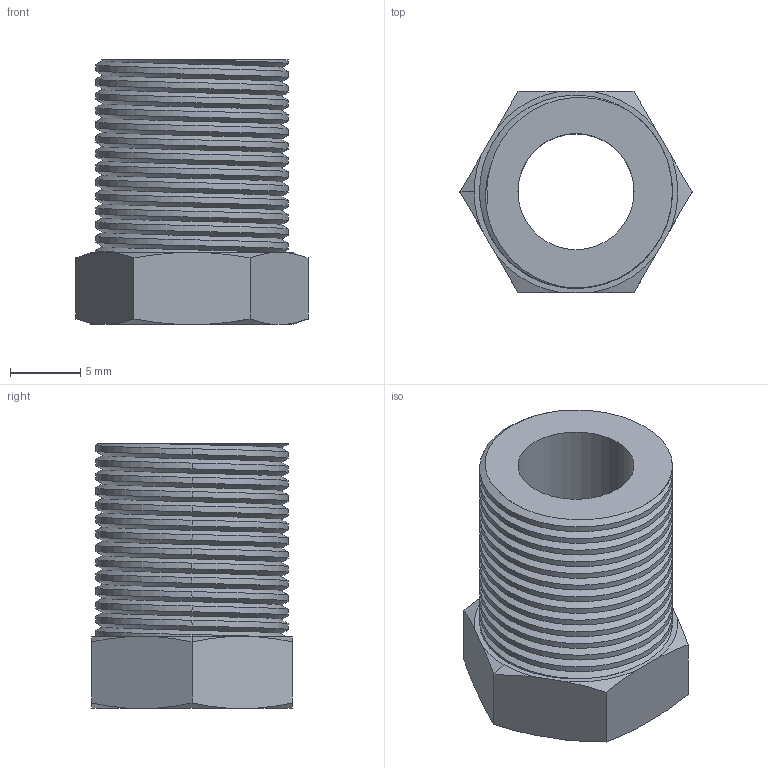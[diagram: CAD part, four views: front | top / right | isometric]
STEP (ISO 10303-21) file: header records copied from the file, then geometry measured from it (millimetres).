
FILE_DESCRIPTION (( 'STEP AP203' ), '1' );
FILE_NAME ('BFHB-14N-18N.step', '2016-02-15T20:05:07', ( '' ), ( '' ), 'SwSTEP 2.0', 'SolidWorks 2015', '' );
FILE_SCHEMA (( 'CONFIG_CONTROL_DESIGN' ));
Length unit declared in the file: inch
Products named in the file (1): BFHB-14N-18N
Bounding box: 16.5 x 14.29 x 18.8 mm (x, y, z)
Volume: 1825.1 mm3; surface area: 1915.2 mm2
Topology: 1 solids, 1 shells, 58 faces, 161 edges, 106 vertices
Faces by surface type: cylinder 31, cone 14, plane 10, bspline 3
Entity records: 3963 total; most frequent: CARTESIAN_POINT 2614, ORIENTED_EDGE 322, DIRECTION 209, EDGE_CURVE 161, VERTEX_POINT 106, AXIS2_PLACEMENT_3D 78, EDGE_LOOP 61, FACE_OUTER_BOUND 58
